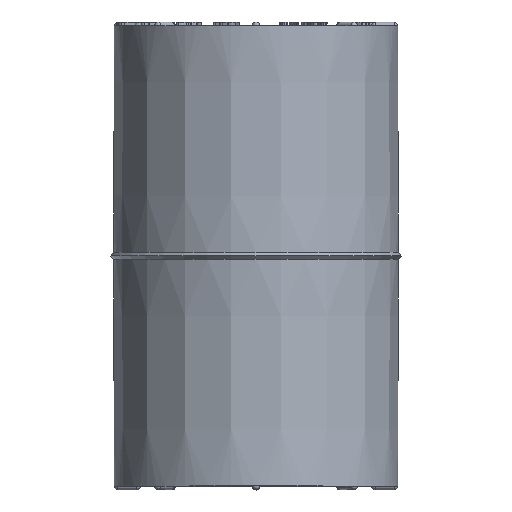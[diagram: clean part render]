
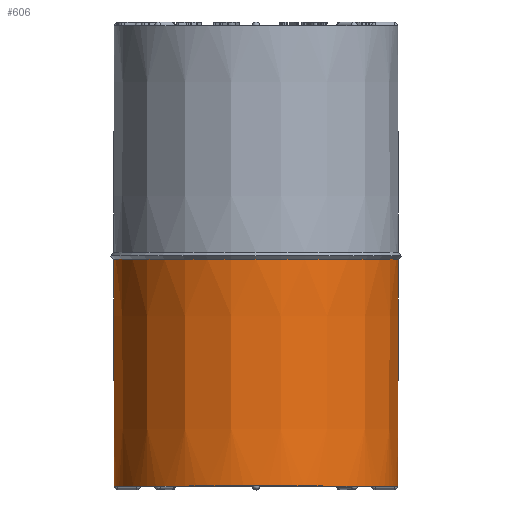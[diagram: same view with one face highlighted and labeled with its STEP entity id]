
A CAD part, top view. The second image highlights one B-rep face of the part: STEP entity #606.
In plain terms, the highlighted conical face has half-angle 0.179 degrees and reference radius 10 mm.
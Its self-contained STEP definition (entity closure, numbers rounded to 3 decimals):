
#173=CONICAL_SURFACE('',#6622,10.,0.179);
#606=ADVANCED_FACE('',(#1831,#1832),#173,.T.);
#1831=FACE_BOUND('',#1945,.T.);
#1832=FACE_BOUND('',#1946,.T.);
#1945=EDGE_LOOP('',(#3432));
#1946=EDGE_LOOP('',(#3433));
#3432=ORIENTED_EDGE('',*,*,#5851,.F.);
#3433=ORIENTED_EDGE('',*,*,#5850,.T.);
#5213=VERTEX_POINT('',#9448);
#5214=VERTEX_POINT('',#9451);
#5850=EDGE_CURVE('',#5213,#5213,#6506,.T.);
#5851=EDGE_CURVE('',#5214,#5214,#6507,.T.);
#6506=CIRCLE('',#6619,10.);
#6507=CIRCLE('',#6621,10.05);
#6619=AXIS2_PLACEMENT_3D('',#9447,#7063,#7064);
#6621=AXIS2_PLACEMENT_3D('',#9450,#7067,#7068);
#6622=AXIS2_PLACEMENT_3D('',#9452,#7069,#7070);
#7063=DIRECTION('',(0.,1.,0.));
#7064=DIRECTION('',(1.,0.,0.));
#7067=DIRECTION('',(0.,1.,0.));
#7068=DIRECTION('',(1.,0.,0.));
#7069=DIRECTION('',(0.,1.,0.));
#7070=DIRECTION('',(-1.,0.,0.));
#9447=CARTESIAN_POINT('',(9248.209,2596.882,0.));
#9448=CARTESIAN_POINT('',(9258.209,2596.882,0.));
#9450=CARTESIAN_POINT('',(9248.209,2612.882,0.));
#9451=CARTESIAN_POINT('',(9258.259,2612.882,0.));
#9452=CARTESIAN_POINT('',(9248.209,2596.882,0.));
